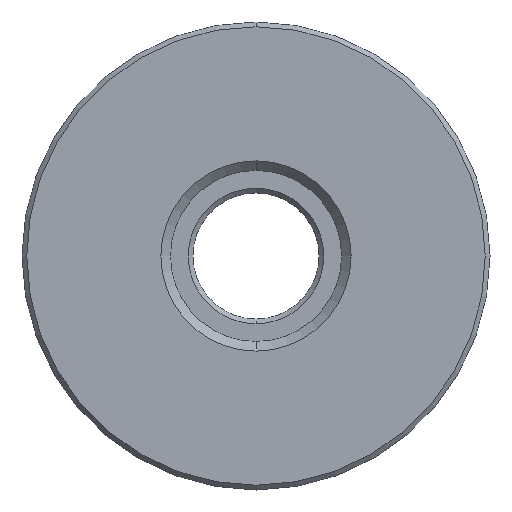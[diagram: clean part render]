
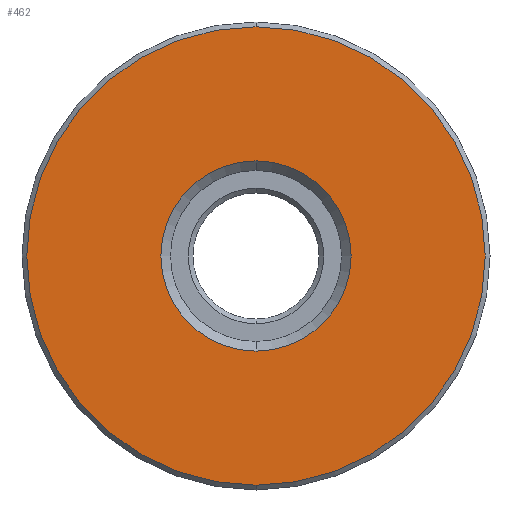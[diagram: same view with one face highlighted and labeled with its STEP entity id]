
A CAD part, front view. The second image highlights one B-rep face of the part: STEP entity #462.
In plain terms, the highlighted planar face has unit normal (0, -1, 0).
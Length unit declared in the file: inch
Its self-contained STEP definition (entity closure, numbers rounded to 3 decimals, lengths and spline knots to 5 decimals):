
#51 = CARTESIAN_POINT ( 'NONE',  ( -0.60001, 0.78431, -0.26972 ) ) ;
#53 = CARTESIAN_POINT ( 'NONE',  ( -0.60001, 0.78431, -0.26972 ) ) ;
#102 = DIRECTION ( 'NONE',  ( 0., -1., 0. ) ) ;
#103 = CARTESIAN_POINT ( 'NONE',  ( -0.60001, 0.78431, -0.26972 ) ) ;
#104 = CARTESIAN_POINT ( 'NONE',  ( -0.60001, 0.78431, -0.26972 ) ) ;
#105 = DIRECTION ( 'NONE',  ( 0., -1., 0. ) ) ;
#107 = DIRECTION ( 'NONE',  ( 0., 0., 1. ) ) ;
#114 = DIRECTION ( 'NONE',  ( 0., 0., -1. ) ) ;
#120 = DIRECTION ( 'NONE',  ( 0., 0., 1. ) ) ;
#122 = DIRECTION ( 'NONE',  ( 0., 0., -1. ) ) ;
#125 = DIRECTION ( 'NONE',  ( 0., -1., 0. ) ) ;
#131 = DIRECTION ( 'NONE',  ( 0., -1., 0. ) ) ;
#154 = FACE_OUTER_BOUND ( 'NONE', #275, .T. ) ;
#157 = ORIENTED_EDGE ( 'NONE', *, *, #641, .F. ) ;
#189 = VERTEX_POINT ( 'NONE', #898 ) ;
#192 = VERTEX_POINT ( 'NONE', #897 ) ;
#207 = FACE_BOUND ( 'NONE', #265, .T. ) ;
#245 = VERTEX_POINT ( 'NONE', #715 ) ;
#246 = VERTEX_POINT ( 'NONE', #891 ) ;
#263 = CIRCLE ( 'NONE', #568, 0.2 ) ;
#265 = EDGE_LOOP ( 'NONE', ( #157, #383 ) ) ;
#275 = EDGE_LOOP ( 'NONE', ( #382, #369 ) ) ;
#369 = ORIENTED_EDGE ( 'NONE', *, *, #675, .T. ) ;
#370 = CIRCLE ( 'NONE', #594, 0.48213 ) ;
#382 = ORIENTED_EDGE ( 'NONE', *, *, #648, .T. ) ;
#383 = ORIENTED_EDGE ( 'NONE', *, *, #676, .F. ) ;
#422 = CIRCLE ( 'NONE', #510, 0.2 ) ;
#430 = CIRCLE ( 'NONE', #523, 0.48213 ) ;
#462 = ADVANCED_FACE ( 'NONE', ( #154, #207 ), #867, .F. ) ;
#510 = AXIS2_PLACEMENT_3D ( 'NONE', #53, #131, #122 ) ;
#523 = AXIS2_PLACEMENT_3D ( 'NONE', #51, #125, #120 ) ;
#568 = AXIS2_PLACEMENT_3D ( 'NONE', #103, #102, #114 ) ;
#594 = AXIS2_PLACEMENT_3D ( 'NONE', #104, #105, #107 ) ;
#641 = EDGE_CURVE ( 'NONE', #245, #246, #422, .T. ) ;
#648 = EDGE_CURVE ( 'NONE', #192, #189, #430, .T. ) ;
#649 = AXIS2_PLACEMENT_3D ( 'NONE', #822, #908, #808 ) ;
#675 = EDGE_CURVE ( 'NONE', #189, #192, #370, .T. ) ;
#676 = EDGE_CURVE ( 'NONE', #246, #245, #263, .T. ) ;
#715 = CARTESIAN_POINT ( 'NONE',  ( -0.60001, 0.78431, -0.46972 ) ) ;
#808 = DIRECTION ( 'NONE',  ( 0., 0., 1. ) ) ;
#822 = CARTESIAN_POINT ( 'NONE',  ( -0.60001, 0.78431, -0.26972 ) ) ;
#867 = PLANE ( 'NONE',  #649 ) ;
#891 = CARTESIAN_POINT ( 'NONE',  ( -0.60001, 0.78431, -0.06972 ) ) ;
#897 = CARTESIAN_POINT ( 'NONE',  ( -0.60001, 0.78431, 0.2124 ) ) ;
#898 = CARTESIAN_POINT ( 'NONE',  ( -0.60001, 0.78431, -0.75185 ) ) ;
#908 = DIRECTION ( 'NONE',  ( 0., 1., 0. ) ) ;
